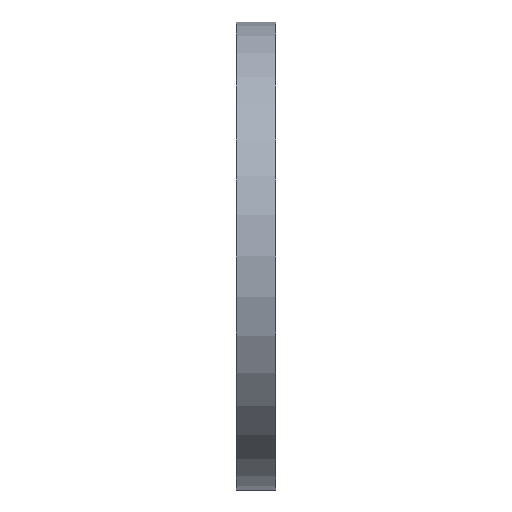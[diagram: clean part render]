
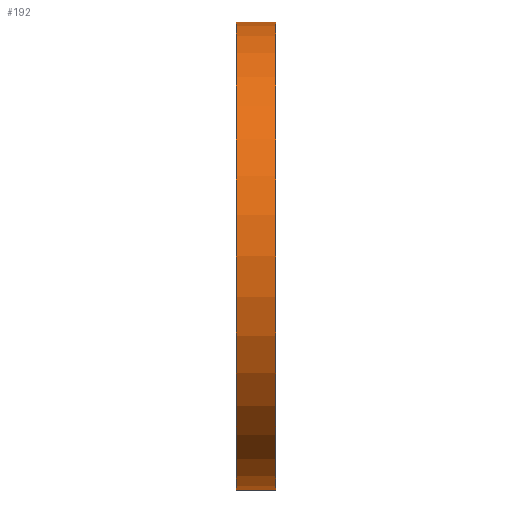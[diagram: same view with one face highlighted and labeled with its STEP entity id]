
A CAD part, front view. The second image highlights one B-rep face of the part: STEP entity #192.
In plain terms, the highlighted cylindrical face has radius 3.607 mm (diameter 7.215 mm), a partial arc.
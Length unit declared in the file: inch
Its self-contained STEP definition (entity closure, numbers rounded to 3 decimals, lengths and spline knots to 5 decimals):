
#47 = AXIS2_PLACEMENT_3D ( 'NONE', #323, #467, #479 ) ;
#93 = AXIS2_PLACEMENT_3D ( 'NONE', #692, #690, #687 ) ;
#98 = CARTESIAN_POINT ( 'NONE',  ( -0.012, -0.00547, 0.14203 ) ) ;
#101 = EDGE_LOOP ( 'NONE', ( #246, #242, #237, #234 ) ) ;
#116 = CIRCLE ( 'NONE', #394, 0.14203 ) ;
#118 = DIRECTION ( 'NONE',  ( 1., 0., 0. ) ) ;
#151 = VECTOR ( 'NONE', #118, 39.37008 ) ;
#158 = LINE ( 'NONE', #98, #151 ) ;
#187 = CYLINDRICAL_SURFACE ( 'NONE', #47, 0.14203 ) ;
#192 = ADVANCED_FACE ( 'NONE', ( #199 ), #187, .T. ) ;
#199 = FACE_OUTER_BOUND ( 'NONE', #101, .T. ) ;
#234 = ORIENTED_EDGE ( 'NONE', *, *, #797, .F. ) ;
#237 = ORIENTED_EDGE ( 'NONE', *, *, #287, .T. ) ;
#242 = ORIENTED_EDGE ( 'NONE', *, *, #331, .T. ) ;
#246 = ORIENTED_EDGE ( 'NONE', *, *, #661, .F. ) ;
#265 = VERTEX_POINT ( 'NONE', #762 ) ;
#282 = VERTEX_POINT ( 'NONE', #725 ) ;
#287 = EDGE_CURVE ( 'NONE', #282, #392, #462, .T. ) ;
#323 = CARTESIAN_POINT ( 'NONE',  ( -0.012, -0.00547, 0. ) ) ;
#331 = EDGE_CURVE ( 'NONE', #385, #282, #439, .T. ) ;
#349 = DIRECTION ( 'NONE',  ( 0., 0., -1. ) ) ;
#358 = CARTESIAN_POINT ( 'NONE',  ( 0.012, -0.00547, 0. ) ) ;
#369 = DIRECTION ( 'NONE',  ( 1., 0., 0. ) ) ;
#385 = VERTEX_POINT ( 'NONE', #693 ) ;
#392 = VERTEX_POINT ( 'NONE', #671 ) ;
#394 = AXIS2_PLACEMENT_3D ( 'NONE', #358, #369, #349 ) ;
#439 = CIRCLE ( 'NONE', #93, 0.14203 ) ;
#462 = LINE ( 'NONE', #726, #476 ) ;
#467 = DIRECTION ( 'NONE',  ( 1., 0., 0. ) ) ;
#476 = VECTOR ( 'NONE', #720, 39.37008 ) ;
#479 = DIRECTION ( 'NONE',  ( 0., 0., -1. ) ) ;
#661 = EDGE_CURVE ( 'NONE', #385, #265, #158, .T. ) ;
#671 = CARTESIAN_POINT ( 'NONE',  ( 0.012, -0.00547, -0.14203 ) ) ;
#687 = DIRECTION ( 'NONE',  ( 0., 0., -1. ) ) ;
#690 = DIRECTION ( 'NONE',  ( 1., 0., 0. ) ) ;
#692 = CARTESIAN_POINT ( 'NONE',  ( -0.012, -0.00547, 0. ) ) ;
#693 = CARTESIAN_POINT ( 'NONE',  ( -0.012, -0.00547, 0.14203 ) ) ;
#720 = DIRECTION ( 'NONE',  ( 1., 0., 0. ) ) ;
#725 = CARTESIAN_POINT ( 'NONE',  ( -0.012, -0.00547, -0.14203 ) ) ;
#726 = CARTESIAN_POINT ( 'NONE',  ( -0.012, -0.00547, -0.14203 ) ) ;
#762 = CARTESIAN_POINT ( 'NONE',  ( 0.012, -0.00547, 0.14203 ) ) ;
#797 = EDGE_CURVE ( 'NONE', #265, #392, #116, .T. ) ;
